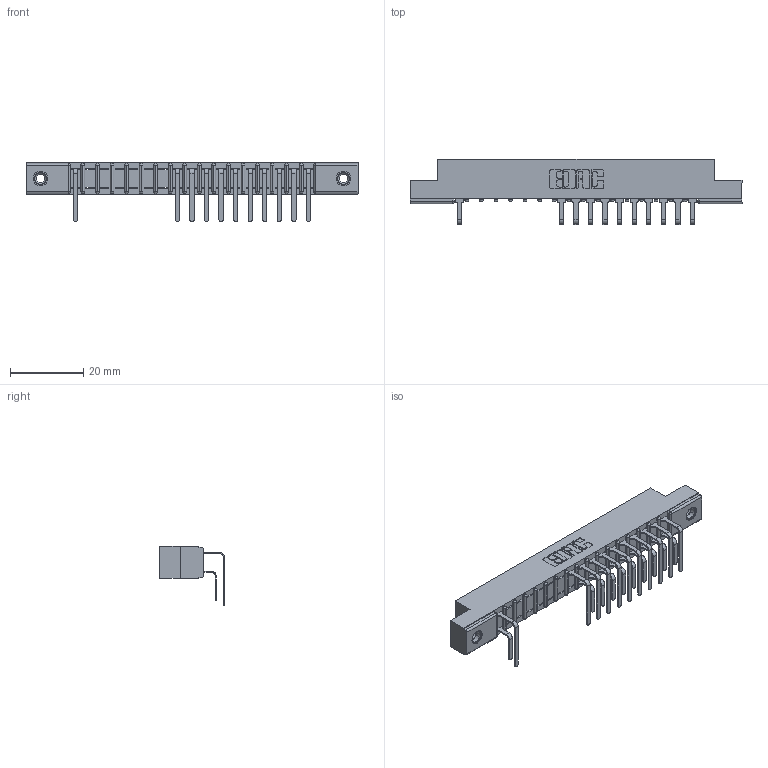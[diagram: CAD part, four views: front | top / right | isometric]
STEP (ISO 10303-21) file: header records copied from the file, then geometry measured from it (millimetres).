
FILE_DESCRIPTION (( 'STEP AP203' ), '1' );
FILE_NAME ('307-034-559-208.STEP', '2018-08-05T06:45:08', ( '' ), ( '' ), 'SwSTEP 2.0', 'SolidWorks 2016', '' );
FILE_SCHEMA (( 'CONFIG_CONTROL_DESIGN' ));
Length unit declared in the file: inch
Products named in the file (5): 345-250-001_345-250-003-102; 307-034-559-208; 307 Part_.156 Dia Mounting Holes; 307-290-001_558 559 - 1 (Single); 307-290-001_559 - 2 (Single)
Assembly tree (24 placements, depth 2):
  307-034-559-208
    307 Part_.156 Dia Mounting Holes
    307-290-001_558 559 - 1 (Single)  x10
    307-290-001_559 - 2 (Single)  x11
    345-250-001_345-250-003-102  x2
Bounding box: 90.37 x 17.69 x 16.08 mm (x, y, z)
Volume: 5831.9 mm3; surface area: 9601.4 mm2
Topology: 24 solids, 24 shells, 1376 faces, 3857 edges, 2486 vertices
Faces by surface type: plane 873, cylinder 451, sphere 36, cone 12, torus 4
Entity records: 20416 total; most frequent: CARTESIAN_POINT 3389, ORIENTED_EDGE 3362, DIRECTION 3325, EDGE_CURVE 1681, VECTOR 1277, LINE 1277, VERTEX_POINT 1088, AXIS2_PLACEMENT_3D 1024
